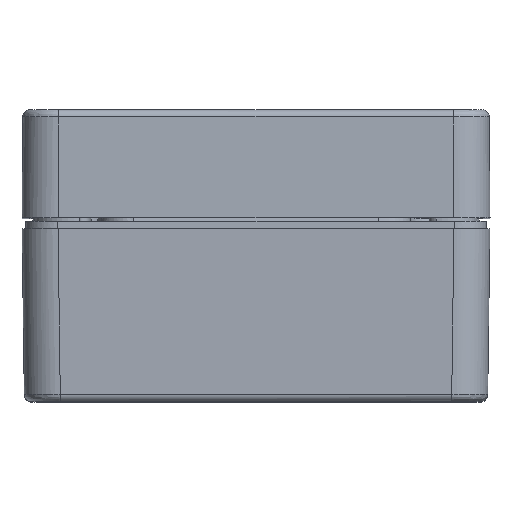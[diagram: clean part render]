
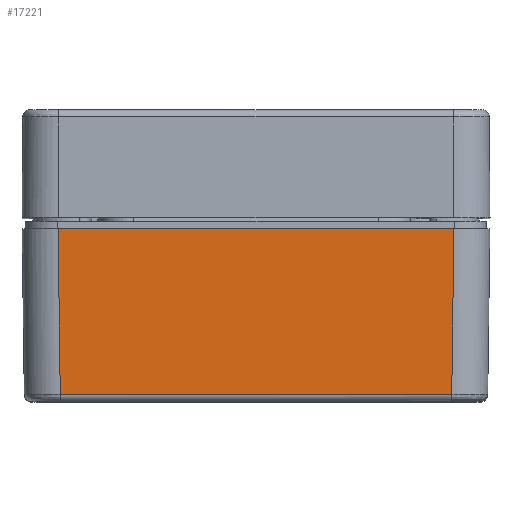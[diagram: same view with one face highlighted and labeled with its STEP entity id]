
A CAD part, top view. The second image highlights one B-rep face of the part: STEP entity #17221.
In plain terms, the highlighted planar face has unit normal (0, -0.013, 1).
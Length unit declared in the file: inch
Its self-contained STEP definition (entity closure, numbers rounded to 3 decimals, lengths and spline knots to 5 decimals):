
#30 = VERTEX_POINT ( 'NONE', #8232 ) ;
#109 = EDGE_CURVE ( 'NONE', #18094, #16815, #20123, .T. ) ;
#183 = CARTESIAN_POINT ( 'NONE',  ( 1.8489, -0.9454, 2.06925 ) ) ;
#671 = EDGE_CURVE ( 'NONE', #16815, #20717, #5157, .T. ) ;
#1694 = DIRECTION ( 'NONE',  ( -1., 0., 0. ) ) ;
#2932 = CARTESIAN_POINT ( 'NONE',  ( 1.8489, -0.9454, 2.06925 ) ) ;
#4916 = EDGE_CURVE ( 'NONE', #18094, #30, #8730, .T. ) ;
#5157 = LINE ( 'NONE', #13965, #16278 ) ;
#6603 = DIRECTION ( 'NONE',  ( 0.013, -1., -0.013 ) ) ;
#7117 = DIRECTION ( 'NONE',  ( 0.013, 1., 0.013 ) ) ;
#7539 = DIRECTION ( 'NONE',  ( 0., -0.013, 1. ) ) ;
#7595 = EDGE_CURVE ( 'NONE', #20717, #30, #10015, .T. ) ;
#8232 = CARTESIAN_POINT ( 'NONE',  ( -0.29174, -0.9454, 2.06925 ) ) ;
#8372 = ORIENTED_EDGE ( 'NONE', *, *, #4916, .F. ) ;
#8730 = LINE ( 'NONE', #13361, #13741 ) ;
#9072 = VECTOR ( 'NONE', #6603, 39.37008 ) ;
#9405 = FACE_OUTER_BOUND ( 'NONE', #15762, .T. ) ;
#10015 = LINE ( 'NONE', #15203, #9072 ) ;
#10224 = DIRECTION ( 'NONE',  ( -1., 0., 0. ) ) ;
#10848 = CARTESIAN_POINT ( 'NONE',  ( 1.86076, -0.03937, 2.08111 ) ) ;
#11063 = ORIENTED_EDGE ( 'NONE', *, *, #671, .T. ) ;
#11346 = CARTESIAN_POINT ( 'NONE',  ( -0.3036, -0.03937, 2.08111 ) ) ;
#11600 = ORIENTED_EDGE ( 'NONE', *, *, #109, .T. ) ;
#13361 = CARTESIAN_POINT ( 'NONE',  ( 0.13882, -0.9454, 2.06925 ) ) ;
#13741 = VECTOR ( 'NONE', #1694, 39.37008 ) ;
#13965 = CARTESIAN_POINT ( 'NONE',  ( -0.50095, -0.03937, 2.08111 ) ) ;
#14357 = DIRECTION ( 'NONE',  ( 0., -1., -0.013 ) ) ;
#15203 = CARTESIAN_POINT ( 'NONE',  ( -0.3036, -0.03937, 2.08111 ) ) ;
#15431 = ORIENTED_EDGE ( 'NONE', *, *, #7595, .T. ) ;
#15762 = EDGE_LOOP ( 'NONE', ( #8372, #11600, #11063, #15431 ) ) ;
#15894 = VECTOR ( 'NONE', #7117, 39.37008 ) ;
#15911 = PLANE ( 'NONE',  #21380 ) ;
#16278 = VECTOR ( 'NONE', #10224, 39.37008 ) ;
#16815 = VERTEX_POINT ( 'NONE', #10848 ) ;
#17221 = ADVANCED_FACE ( 'NONE', ( #9405 ), #15911, .T. ) ;
#17892 = CARTESIAN_POINT ( 'NONE',  ( -0.50095, 0., 2.08163 ) ) ;
#18094 = VERTEX_POINT ( 'NONE', #2932 ) ;
#20123 = LINE ( 'NONE', #183, #15894 ) ;
#20717 = VERTEX_POINT ( 'NONE', #11346 ) ;
#21380 = AXIS2_PLACEMENT_3D ( 'NONE', #17892, #7539, #14357 ) ;
